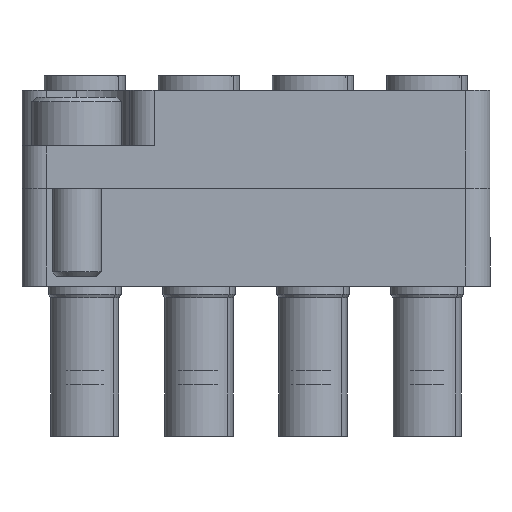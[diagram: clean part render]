
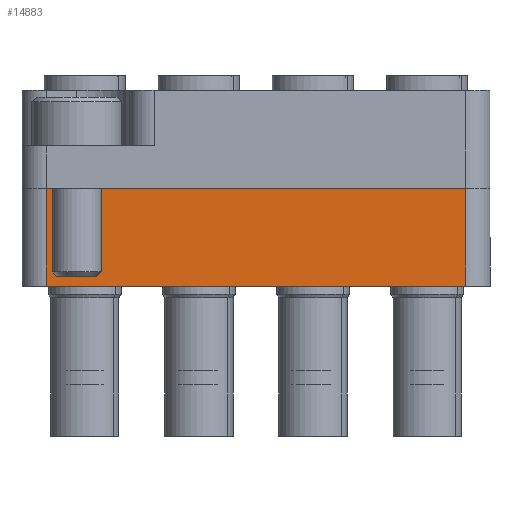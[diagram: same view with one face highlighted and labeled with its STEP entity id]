
A CAD part, front view. The second image highlights one B-rep face of the part: STEP entity #14883.
In plain terms, the highlighted face is planar.
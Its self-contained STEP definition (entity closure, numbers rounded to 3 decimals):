
#704 = EDGE_LOOP ( 'NONE', ( #17265, #15929, #20401, #18051 ) ) ;
#2546 = LINE ( 'NONE', #13544, #8959 ) ;
#2638 = VECTOR ( 'NONE', #5835, 1000. ) ;
#4116 = VERTEX_POINT ( 'NONE', #20664 ) ;
#5835 = DIRECTION ( 'NONE',  ( 0., -1., 0. ) ) ;
#5843 = EDGE_CURVE ( 'NONE', #7721, #4116, #2546, .T. ) ;
#6242 = CARTESIAN_POINT ( 'NONE',  ( 22., -6., 12.85 ) ) ;
#7192 = DIRECTION ( 'NONE',  ( -1., 0., 0. ) ) ;
#7234 = VERTEX_POINT ( 'NONE', #7641 ) ;
#7406 = CARTESIAN_POINT ( 'NONE',  ( 22., -6., 14.35 ) ) ;
#7641 = CARTESIAN_POINT ( 'NONE',  ( 22., 0., 12.85 ) ) ;
#7721 = VERTEX_POINT ( 'NONE', #14610 ) ;
#7826 = DIRECTION ( 'NONE',  ( 0., 0., 1. ) ) ;
#8412 = EDGE_CURVE ( 'NONE', #4116, #7234, #20171, .T. ) ;
#8755 = FACE_OUTER_BOUND ( 'NONE', #704, .T. ) ;
#8920 = DIRECTION ( 'NONE',  ( 0., 1., 0. ) ) ;
#8959 = VECTOR ( 'NONE', #8920, 1000. ) ;
#9103 = CARTESIAN_POINT ( 'NONE',  ( 22., -6., 14.35 ) ) ;
#9283 = CARTESIAN_POINT ( 'NONE',  ( 22., -6., 12.85 ) ) ;
#9601 = VECTOR ( 'NONE', #12056, 1000. ) ;
#10631 = AXIS2_PLACEMENT_3D ( 'NONE', #7406, #7192, #13582 ) ;
#10654 = EDGE_CURVE ( 'NONE', #7234, #15001, #14003, .T. ) ;
#12056 = DIRECTION ( 'NONE',  ( 0., 0., 1. ) ) ;
#12823 = EDGE_CURVE ( 'NONE', #7721, #15001, #18526, .T. ) ;
#13544 = CARTESIAN_POINT ( 'NONE',  ( 22., 0., -12.85 ) ) ;
#13582 = DIRECTION ( 'NONE',  ( 0., 0., 1. ) ) ;
#13799 = VECTOR ( 'NONE', #7826, 1000. ) ;
#14003 = LINE ( 'NONE', #6242, #2638 ) ;
#14610 = CARTESIAN_POINT ( 'NONE',  ( 22., -6., -12.85 ) ) ;
#14883 = ADVANCED_FACE ( 'NONE', ( #8755 ), #16492, .F. ) ;
#15001 = VERTEX_POINT ( 'NONE', #9283 ) ;
#15929 = ORIENTED_EDGE ( 'NONE', *, *, #5843, .T. ) ;
#16492 = PLANE ( 'NONE',  #10631 ) ;
#17265 = ORIENTED_EDGE ( 'NONE', *, *, #12823, .F. ) ;
#18051 = ORIENTED_EDGE ( 'NONE', *, *, #10654, .T. ) ;
#18526 = LINE ( 'NONE', #9103, #9601 ) ;
#19039 = CARTESIAN_POINT ( 'NONE',  ( 22., 0., 14.35 ) ) ;
#20171 = LINE ( 'NONE', #19039, #13799 ) ;
#20401 = ORIENTED_EDGE ( 'NONE', *, *, #8412, .T. ) ;
#20664 = CARTESIAN_POINT ( 'NONE',  ( 22., 0., -12.85 ) ) ;
